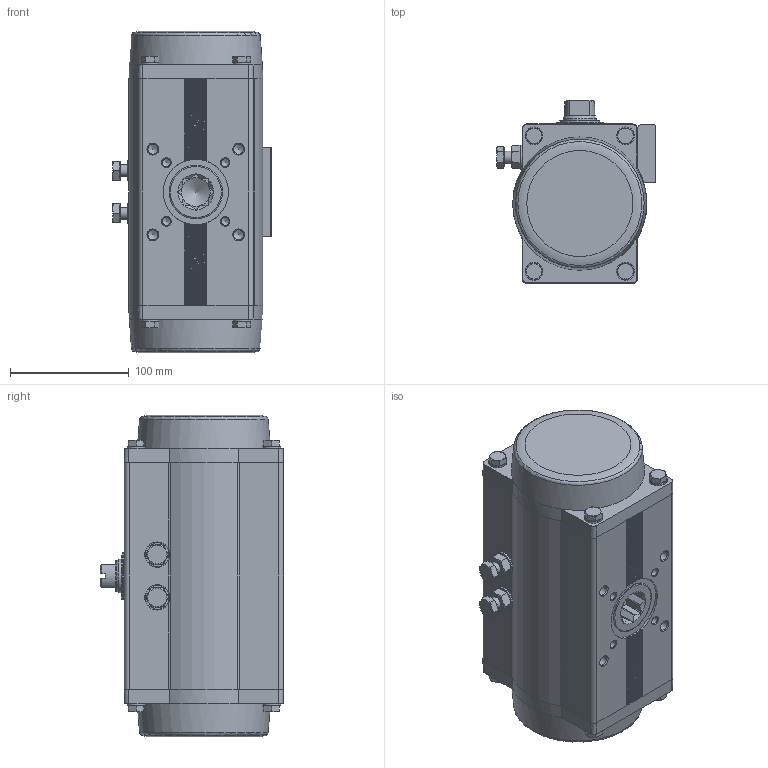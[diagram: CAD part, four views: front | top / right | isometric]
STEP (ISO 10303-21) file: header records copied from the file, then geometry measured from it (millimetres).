
FILE_DESCRIPTION(/* description */ ('STEP AP214'),/* implementation_level */ '2;1');
FILE_NAME(/* name */ '8066459_DFPD-N-160-RP-90-RS60-F0710-R3-EP',/* time_stamp */ '2024-08-15T19:21:58+02:00',/* author */ ('License CC BY-ND 4.0'),/* organization */ ('CADENAS'),/* preprocessor_version */ 'ST-DEVELOPER v19.3',/* originating_system */ 'PARTsolutions',/* authorisation */ ' ');
FILE_SCHEMA (('AUTOMOTIVE_DESIGN {1 0 10303 214 3 1 1}'));
Length unit declared in the file: millimetre
Products named in the file (6): 8066459 DFPD-N-160-RP-90-RS60-F0710-R3-EP---(0); 8042189 DFPD-N-160-90-RS-F07-------(housing); 8042189 DFPD-160(F07_0)---(shaft); 4131243 SCHEIBE 10.2X20X2-1.4301; 4131240 DFPD-160; DIN 934 - M10(F)
Assembly tree (8 placements, depth 2):
  8066459 DFPD-N-160-RP-90-RS60-F0710-R3-EP---(0)
    8042189 DFPD-N-160-90-RS-F07-------(housing)
    8042189 DFPD-160(F07_0)---(shaft)
    4131243 SCHEIBE 10.2X20X2-1.4301  x2
    4131240 DFPD-160  x2
    DIN 934 - M10(F)  x2
Bounding box: 133.4 x 154 x 270.9 mm (x, y, z)
Volume: 3493857.1 mm3; surface area: 211987.8 mm2
Topology: 8 solids, 8 shells, 669 faces, 1570 edges, 975 vertices
Faces by surface type: plane 358, cone 148, cylinder 136, torus 25, sphere 2
Full cylindrical faces by diameter (mm): 2 x2, 4.134 x8, 4.917 x1, 6.647 x4, 8.376 x8, 8.5 x2, 10 x4, 10.2 x2, 12.8 x1, 14.8 x2, 15 x8, 16 x2, 20 x2, 21 x2, 28 x3, 30.8 x1, 33.2 x1, 34 x2, 40 x2, 41 x1, 44.5 x2, 45 x2, 55 x1
Entity records: 17395 total; most frequent: CARTESIAN_POINT 3567, DIRECTION 2835, ORIENTED_EDGE 2618, EDGE_CURVE 1309, AXIS2_PLACEMENT_3D 1106, VERTEX_POINT 902, FACE_BOUND 851, EDGE_LOOP 837
